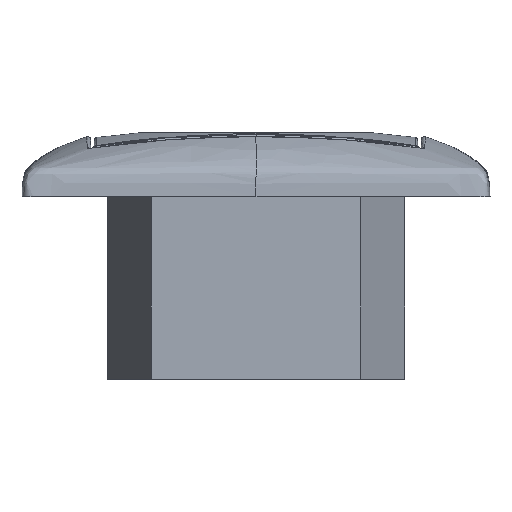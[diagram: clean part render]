
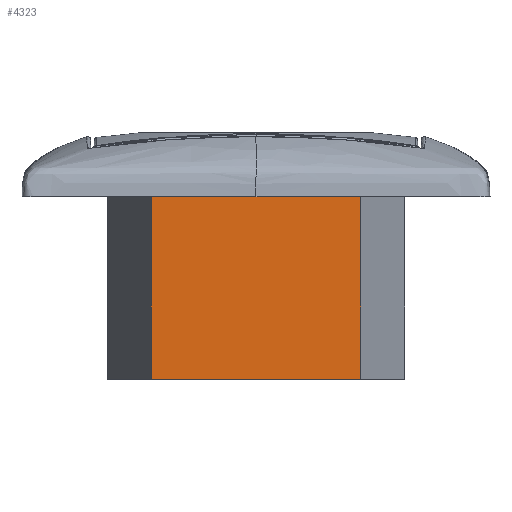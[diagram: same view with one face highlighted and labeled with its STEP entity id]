
A CAD part, left-side view. The second image highlights one B-rep face of the part: STEP entity #4323.
In plain terms, the highlighted planar face has unit normal (-1, 0, 0).
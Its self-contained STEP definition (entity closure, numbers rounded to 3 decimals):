
#4323=ADVANCED_FACE('',(#22550),#22552,.F.);
#22550=FACE_BOUND('',#22551,.T.);
#22551=EDGE_LOOP('',(#26997,#26998,#26999,#27000));
#22552=PLANE('',#22553);
#22553=AXIS2_PLACEMENT_3D('',#22554,#22555,#22556);
#22554=CARTESIAN_POINT('',(-24.05,0.,7.25));
#22555=DIRECTION('',(1.,0.,0.));
#22556=DIRECTION('',(0.,-1.,0.));
#26997=ORIENTED_EDGE('',*,*,#36323,.T.);
#26998=ORIENTED_EDGE('',*,*,#36337,.T.);
#26999=ORIENTED_EDGE('',*,*,#36338,.F.);
#27000=ORIENTED_EDGE('',*,*,#36339,.F.);
#36323=EDGE_CURVE('',#39439,#39437,#39440,.T.);
#36337=EDGE_CURVE('',#39437,#39460,#39462,.T.);
#36338=EDGE_CURVE('',#39463,#39460,#39464,.T.);
#36339=EDGE_CURVE('',#39439,#39463,#39465,.T.);
#39437=VERTEX_POINT('',#58582);
#39439=VERTEX_POINT('',#58586);
#39440=LINE('',#58587,#58588);
#39460=VERTEX_POINT('',#58749);
#39462=LINE('',#58753,#58754);
#39463=VERTEX_POINT('',#58756);
#39464=LINE('',#58757,#58758);
#39465=LINE('',#58760,#58761);
#58582=CARTESIAN_POINT('',(-24.05,18.33,14.85));
#58586=CARTESIAN_POINT('',(-24.05,-18.33,14.85));
#58587=CARTESIAN_POINT('',(-24.05,-18.33,14.85));
#58588=VECTOR('',#58589,1.);
#58589=DIRECTION('',(0.,1.,0.));
#58749=CARTESIAN_POINT('',(-24.05,18.33,-17.15));
#58753=CARTESIAN_POINT('',(-24.05,18.33,14.85));
#58754=VECTOR('',#58755,1.);
#58755=DIRECTION('',(0.,0.,-1.));
#58756=CARTESIAN_POINT('',(-24.05,-18.33,-17.15));
#58757=CARTESIAN_POINT('',(-24.05,-18.33,-17.15));
#58758=VECTOR('',#58759,1.);
#58759=DIRECTION('',(0.,1.,0.));
#58760=CARTESIAN_POINT('',(-24.05,-18.33,14.85));
#58761=VECTOR('',#58762,1.);
#58762=DIRECTION('',(0.,0.,-1.));
